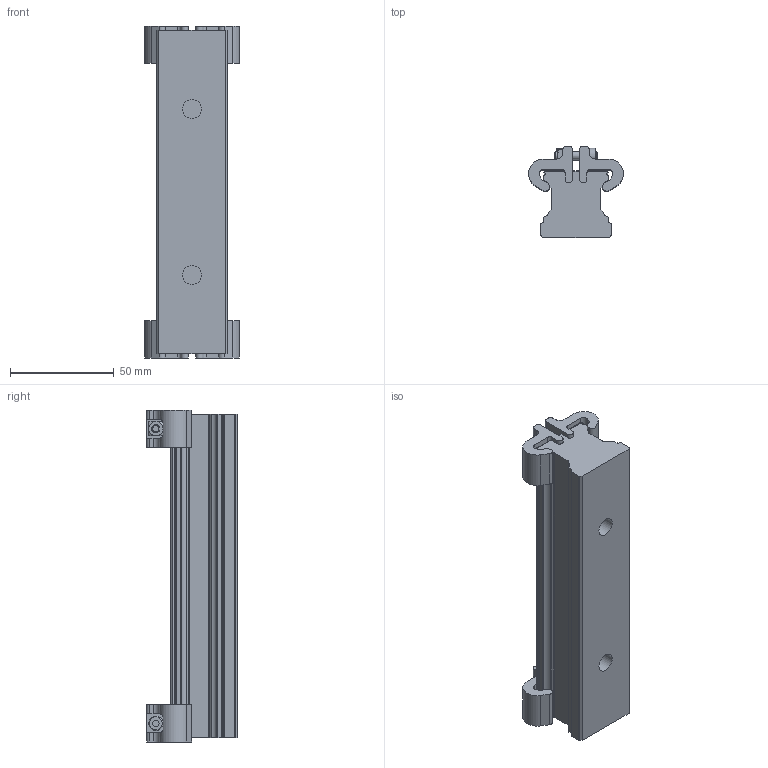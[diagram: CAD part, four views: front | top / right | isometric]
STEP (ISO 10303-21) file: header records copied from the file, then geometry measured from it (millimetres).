
FILE_DESCRIPTION (( 'STEP AP214' ), '1' );
FILE_NAME ('Rexroth-Ball-Rail-R160533461-156-38.step', '2020-07-02T11:08:12', ( '' ), ( '' ), 'SwSTEP 2.0', 'SolidWorks 2010', '' );
FILE_SCHEMA (( 'AUTOMOTIVE_DESIGN' ));
Length unit declared in the file: millimetre
Products named in the file (4): Rexroth-Ball-Rail-R160533461-156-38_Rail-1605-35-Coverstrip-BoschRexroth; Rexroth-Cover-Strip-1619-339-20-156_CoverStrip-Rail-1605-35-BoschRexroth; Rexroth-Strip-Holder-1619-339-50; Rexroth-Ball-Rail-R160533461-156-38
Assembly tree (4 placements, depth 2):
  Rexroth-Ball-Rail-R160533461-156-38
    Rexroth-Strip-Holder-1619-339-50  x2
    Rexroth-Ball-Rail-R160533461-156-38_Rail-1605-35-Coverstrip-BoschRexroth
    Rexroth-Cover-Strip-1619-339-20-156_CoverStrip-Rail-1605-35-BoschRexroth
Bounding box: 45.6 x 43.85 x 160 mm (x, y, z)
Volume: 147944.9 mm3; surface area: 43950 mm2
Topology: 4 solids, 4 shells, 258 faces, 702 edges, 466 vertices
Faces by surface type: plane 138, cylinder 106, cone 10, torus 4
Full cylindrical faces by diameter (mm): 4 x4, 4.5 x4, 7 x2, 9 x2, 15 x2
Entity records: 5425 total; most frequent: CARTESIAN_POINT 1033, DIRECTION 913, ORIENTED_EDGE 868, EDGE_CURVE 434, AXIS2_PLACEMENT_3D 323, VERTEX_POINT 295, VECTOR 267, LINE 267
